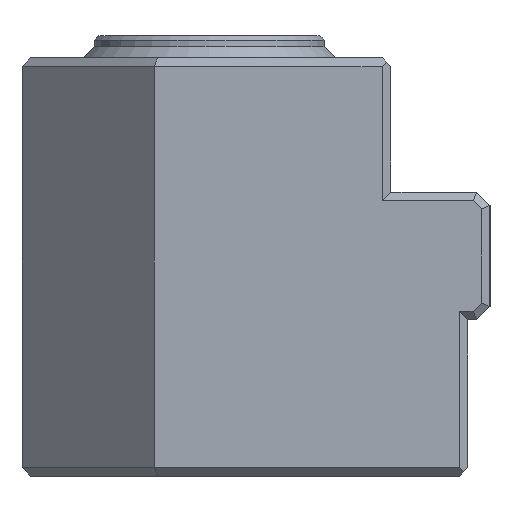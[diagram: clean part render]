
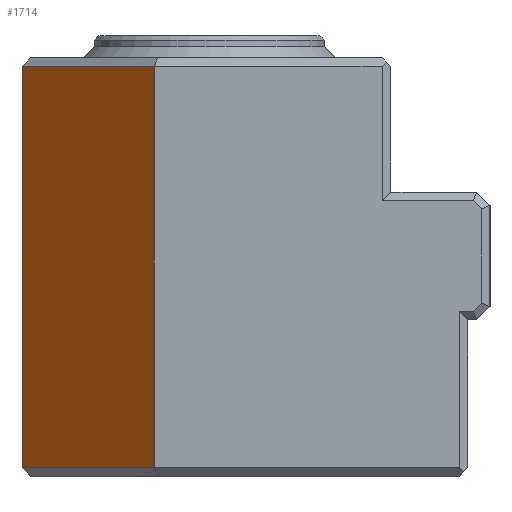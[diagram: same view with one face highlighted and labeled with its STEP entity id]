
A CAD part, left-side view. The second image highlights one B-rep face of the part: STEP entity #1714.
In plain terms, the highlighted planar face has unit normal (-0.707, 0.707, 0).
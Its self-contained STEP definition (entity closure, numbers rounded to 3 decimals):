
#756 = PLANE('',#757);
#757 = AXIS2_PLACEMENT_3D('',#758,#759,#760);
#758 = CARTESIAN_POINT('',(6.141,8.359,-9.3));
#759 = DIRECTION('',(-0.5,0.5,-0.707));
#760 = DIRECTION('',(0.707,0.707,-0.));
#1006 = VERTEX_POINT('',#1007);
#1007 = CARTESIAN_POINT('',(6.,8.5,-9.1));
#1066 = PLANE('',#1067);
#1067 = AXIS2_PLACEMENT_3D('',#1068,#1069,#1070);
#1068 = CARTESIAN_POINT('',(40.,8.5,-9.5));
#1069 = DIRECTION('',(0.,1.,0.));
#1070 = DIRECTION('',(0.,0.,1.));
#1082 = EDGE_CURVE('',#1006,#1083,#1085,.T.);
#1083 = VERTEX_POINT('',#1084);
#1084 = CARTESIAN_POINT('',(0.,2.5,-9.1));
#1085 = SURFACE_CURVE('',#1086,(#1090,#1097),.PCURVE_S1.);
#1086 = LINE('',#1087,#1088);
#1087 = CARTESIAN_POINT('',(6.,8.5,-9.1));
#1088 = VECTOR('',#1089,1.);
#1089 = DIRECTION('',(-0.707,-0.707,0.));
#1090 = PCURVE('',#756,#1091);
#1091 = DEFINITIONAL_REPRESENTATION('',(#1092),#1096);
#1092 = LINE('',#1093,#1094);
#1093 = CARTESIAN_POINT('',(-0.,-0.283));
#1094 = VECTOR('',#1095,1.);
#1095 = DIRECTION('',(-1.,0.));
#1096 = ( GEOMETRIC_REPRESENTATION_CONTEXT(2) 
PARAMETRIC_REPRESENTATION_CONTEXT() REPRESENTATION_CONTEXT('2D SPACE',''
  ) );
#1097 = PCURVE('',#1098,#1103);
#1098 = PLANE('',#1099);
#1099 = AXIS2_PLACEMENT_3D('',#1100,#1101,#1102);
#1100 = CARTESIAN_POINT('',(3.,5.5,-9.5));
#1101 = DIRECTION('',(0.707,-0.707,0.));
#1102 = DIRECTION('',(0.,0.,1.));
#1103 = DEFINITIONAL_REPRESENTATION('',(#1104),#1108);
#1104 = LINE('',#1105,#1106);
#1105 = CARTESIAN_POINT('',(0.4,-4.243));
#1106 = VECTOR('',#1107,1.);
#1107 = DIRECTION('',(0.,1.));
#1108 = ( GEOMETRIC_REPRESENTATION_CONTEXT(2) 
PARAMETRIC_REPRESENTATION_CONTEXT() REPRESENTATION_CONTEXT('2D SPACE',''
  ) );
#1205 = PLANE('',#1206);
#1206 = AXIS2_PLACEMENT_3D('',#1207,#1208,#1209);
#1207 = CARTESIAN_POINT('',(0.,-8.25,-9.5));
#1208 = DIRECTION('',(1.,0.,0.));
#1209 = DIRECTION('',(0.,0.,1.));
#1572 = EDGE_CURVE('',#1006,#1573,#1575,.T.);
#1573 = VERTEX_POINT('',#1574);
#1574 = CARTESIAN_POINT('',(6.,8.5,9.1));
#1575 = SURFACE_CURVE('',#1576,(#1580,#1587),.PCURVE_S1.);
#1576 = LINE('',#1577,#1578);
#1577 = CARTESIAN_POINT('',(6.,8.5,-9.5));
#1578 = VECTOR('',#1579,1.);
#1579 = DIRECTION('',(0.,0.,1.));
#1580 = PCURVE('',#1066,#1581);
#1581 = DEFINITIONAL_REPRESENTATION('',(#1582),#1586);
#1582 = LINE('',#1583,#1584);
#1583 = CARTESIAN_POINT('',(0.,-34.));
#1584 = VECTOR('',#1585,1.);
#1585 = DIRECTION('',(1.,0.));
#1586 = ( GEOMETRIC_REPRESENTATION_CONTEXT(2) 
PARAMETRIC_REPRESENTATION_CONTEXT() REPRESENTATION_CONTEXT('2D SPACE',''
  ) );
#1587 = PCURVE('',#1098,#1588);
#1588 = DEFINITIONAL_REPRESENTATION('',(#1589),#1593);
#1589 = LINE('',#1590,#1591);
#1590 = CARTESIAN_POINT('',(0.,-4.243));
#1591 = VECTOR('',#1592,1.);
#1592 = DIRECTION('',(1.,0.));
#1593 = ( GEOMETRIC_REPRESENTATION_CONTEXT(2) 
PARAMETRIC_REPRESENTATION_CONTEXT() REPRESENTATION_CONTEXT('2D SPACE',''
  ) );
#1714 = ADVANCED_FACE('',(#1715),#1098,.F.);
#1715 = FACE_BOUND('',#1716,.F.);
#1716 = EDGE_LOOP('',(#1717,#1718,#1746,#1767));
#1717 = ORIENTED_EDGE('',*,*,#1572,.T.);
#1718 = ORIENTED_EDGE('',*,*,#1719,.T.);
#1719 = EDGE_CURVE('',#1573,#1720,#1722,.T.);
#1720 = VERTEX_POINT('',#1721);
#1721 = CARTESIAN_POINT('',(0.,2.5,9.1));
#1722 = SURFACE_CURVE('',#1723,(#1727,#1734),.PCURVE_S1.);
#1723 = LINE('',#1724,#1725);
#1724 = CARTESIAN_POINT('',(6.,8.5,9.1));
#1725 = VECTOR('',#1726,1.);
#1726 = DIRECTION('',(-0.707,-0.707,0.));
#1727 = PCURVE('',#1098,#1728);
#1728 = DEFINITIONAL_REPRESENTATION('',(#1729),#1733);
#1729 = LINE('',#1730,#1731);
#1730 = CARTESIAN_POINT('',(18.6,-4.243));
#1731 = VECTOR('',#1732,1.);
#1732 = DIRECTION('',(0.,1.));
#1733 = ( GEOMETRIC_REPRESENTATION_CONTEXT(2) 
PARAMETRIC_REPRESENTATION_CONTEXT() REPRESENTATION_CONTEXT('2D SPACE',''
  ) );
#1734 = PCURVE('',#1735,#1740);
#1735 = PLANE('',#1736);
#1736 = AXIS2_PLACEMENT_3D('',#1737,#1738,#1739);
#1737 = CARTESIAN_POINT('',(6.141,8.359,9.3));
#1738 = DIRECTION('',(0.5,-0.5,-0.707));
#1739 = DIRECTION('',(0.707,0.707,-0.));
#1740 = DEFINITIONAL_REPRESENTATION('',(#1741),#1745);
#1741 = LINE('',#1742,#1743);
#1742 = CARTESIAN_POINT('',(-0.,-0.283));
#1743 = VECTOR('',#1744,1.);
#1744 = DIRECTION('',(-1.,0.));
#1745 = ( GEOMETRIC_REPRESENTATION_CONTEXT(2) 
PARAMETRIC_REPRESENTATION_CONTEXT() REPRESENTATION_CONTEXT('2D SPACE',''
  ) );
#1746 = ORIENTED_EDGE('',*,*,#1747,.F.);
#1747 = EDGE_CURVE('',#1083,#1720,#1748,.T.);
#1748 = SURFACE_CURVE('',#1749,(#1753,#1760),.PCURVE_S1.);
#1749 = LINE('',#1750,#1751);
#1750 = CARTESIAN_POINT('',(0.,2.5,-9.5));
#1751 = VECTOR('',#1752,1.);
#1752 = DIRECTION('',(0.,0.,1.));
#1753 = PCURVE('',#1098,#1754);
#1754 = DEFINITIONAL_REPRESENTATION('',(#1755),#1759);
#1755 = LINE('',#1756,#1757);
#1756 = CARTESIAN_POINT('',(0.,4.243));
#1757 = VECTOR('',#1758,1.);
#1758 = DIRECTION('',(1.,0.));
#1759 = ( GEOMETRIC_REPRESENTATION_CONTEXT(2) 
PARAMETRIC_REPRESENTATION_CONTEXT() REPRESENTATION_CONTEXT('2D SPACE',''
  ) );
#1760 = PCURVE('',#1205,#1761);
#1761 = DEFINITIONAL_REPRESENTATION('',(#1762),#1766);
#1762 = LINE('',#1763,#1764);
#1763 = CARTESIAN_POINT('',(0.,-10.75));
#1764 = VECTOR('',#1765,1.);
#1765 = DIRECTION('',(1.,0.));
#1766 = ( GEOMETRIC_REPRESENTATION_CONTEXT(2) 
PARAMETRIC_REPRESENTATION_CONTEXT() REPRESENTATION_CONTEXT('2D SPACE',''
  ) );
#1767 = ORIENTED_EDGE('',*,*,#1082,.F.);
